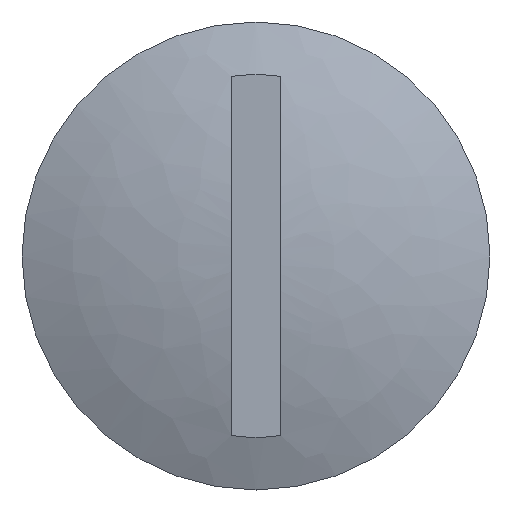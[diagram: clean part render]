
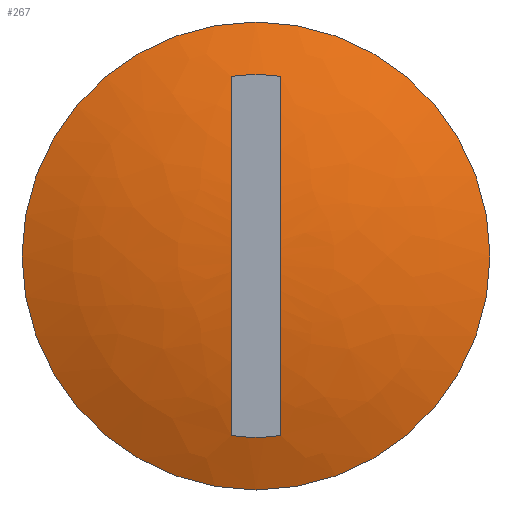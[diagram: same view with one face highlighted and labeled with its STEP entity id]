
A CAD part, left-side view. The second image highlights one B-rep face of the part: STEP entity #267.
In plain terms, the highlighted free-form (B-spline) face has degree [2, 2] with [3, 9] control points.
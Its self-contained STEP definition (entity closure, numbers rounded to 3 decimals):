
#28=(
BOUNDED_CURVE()
B_SPLINE_CURVE(2,(#973,#974,#975),.UNSPECIFIED.,.F.,.F.)
B_SPLINE_CURVE_WITH_KNOTS((3,3),(1.166,1.256),
 .UNSPECIFIED.)
CURVE()
GEOMETRIC_REPRESENTATION_ITEM()
RATIONAL_B_SPLINE_CURVE((1.,0.996,0.994))
REPRESENTATION_ITEM('')
);
#29=(
BOUNDED_SURFACE()
B_SPLINE_SURFACE(2,2,((#942,#943,#944,#945,#946,#947,#948,#949,#950),(#951,
#952,#953,#954,#955,#956,#957,#958,#959),(#960,#961,#962,#963,#964,#965,
#966,#967,#968)),.UNSPECIFIED.,.F.,.T.,.F.)
B_SPLINE_SURFACE_WITH_KNOTS((3,3),(3,2,2,2,3),(-1.51,-1.166),
(-3.142,-1.571,0.,1.571,3.142),
 .UNSPECIFIED.)
GEOMETRIC_REPRESENTATION_ITEM()
RATIONAL_B_SPLINE_SURFACE(((1.,0.707,1.,0.707,1.,
0.707,1.,0.707,1.),(0.985,0.697,
0.985,0.697,0.985,0.697,
0.985,0.697,0.985),(1.,0.707,
1.,0.707,1.,0.707,1.,0.707,1.)))
REPRESENTATION_ITEM('')
SURFACE()
);
#69=FACE_OUTER_BOUND('',#91,.T.);
#91=EDGE_LOOP('',(#225,#226,#227,#228,#229,#230,#231,#232,#233));
#110=CIRCLE('',#322,6.95);
#111=CIRCLE('',#323,6.95);
#112=CIRCLE('',#324,6.95);
#115=CIRCLE('',#330,8.97);
#116=CIRCLE('',#331,8.97);
#132=B_SPLINE_CURVE_WITH_KNOTS('',3,(#903,#904,#905,#906,#907,#908,#909,
#910,#911,#912,#913),.UNSPECIFIED.,.F.,.F.,(4,2,3,2,4),(-0.657,
-0.465,0.,0.465,0.657),
 .UNSPECIFIED.);
#133=B_SPLINE_CURVE_WITH_KNOTS('',3,(#918,#919,#920,#921,#922,#923,#924,
#925,#926,#927,#928),.UNSPECIFIED.,.F.,.F.,(4,2,3,2,4),(-0.657,
-0.465,0.,0.465,0.657),
 .UNSPECIFIED.);
#143=VERTEX_POINT('',#901);
#144=VERTEX_POINT('',#902);
#145=VERTEX_POINT('',#916);
#146=VERTEX_POINT('',#917);
#147=VERTEX_POINT('',#931);
#150=VERTEX_POINT('',#969);
#151=VERTEX_POINT('',#970);
#171=EDGE_CURVE('',#143,#144,#132,.T.);
#173=EDGE_CURVE('',#145,#146,#133,.T.);
#175=EDGE_CURVE('',#146,#147,#110,.T.);
#176=EDGE_CURVE('',#144,#145,#111,.T.);
#177=EDGE_CURVE('',#147,#143,#112,.T.);
#180=EDGE_CURVE('',#150,#151,#115,.T.);
#181=EDGE_CURVE('',#151,#150,#116,.T.);
#182=EDGE_CURVE('',#151,#147,#28,.T.);
#225=ORIENTED_EDGE('',*,*,#180,.F.);
#226=ORIENTED_EDGE('',*,*,#181,.F.);
#227=ORIENTED_EDGE('',*,*,#182,.T.);
#228=ORIENTED_EDGE('',*,*,#177,.T.);
#229=ORIENTED_EDGE('',*,*,#171,.T.);
#230=ORIENTED_EDGE('',*,*,#176,.T.);
#231=ORIENTED_EDGE('',*,*,#173,.T.);
#232=ORIENTED_EDGE('',*,*,#175,.T.);
#233=ORIENTED_EDGE('',*,*,#182,.F.);
#267=ADVANCED_FACE('',(#69),#29,.F.);
#322=AXIS2_PLACEMENT_3D('',#932,#377,#378);
#323=AXIS2_PLACEMENT_3D('',#933,#379,#380);
#324=AXIS2_PLACEMENT_3D('',#934,#381,#382);
#330=AXIS2_PLACEMENT_3D('',#971,#393,#394);
#331=AXIS2_PLACEMENT_3D('',#972,#395,#396);
#377=DIRECTION('center_axis',(1.,0.,0.));
#378=DIRECTION('ref_axis',(0.,0.,-1.));
#379=DIRECTION('center_axis',(1.,0.,0.));
#380=DIRECTION('ref_axis',(0.,0.,-1.));
#381=DIRECTION('center_axis',(1.,0.,0.));
#382=DIRECTION('ref_axis',(0.,0.,-1.));
#393=DIRECTION('center_axis',(1.,0.,0.));
#394=DIRECTION('ref_axis',(0.,0.,-1.));
#395=DIRECTION('center_axis',(1.,0.,0.));
#396=DIRECTION('ref_axis',(0.,0.,-1.));
#901=CARTESIAN_POINT('',(-6.8,-0.95,6.885));
#902=CARTESIAN_POINT('',(-6.8,-0.95,-6.885));
#903=CARTESIAN_POINT('Ctrl Pts',(-6.8,-0.95,6.885));
#904=CARTESIAN_POINT('Ctrl Pts',(-7.012,-0.95,6.228));
#905=CARTESIAN_POINT('Ctrl Pts',(-7.198,-0.95,5.554));
#906=CARTESIAN_POINT('Ctrl Pts',(-7.731,-0.95,3.229));
#907=CARTESIAN_POINT('Ctrl Pts',(-7.941,-0.95,1.549));
#908=CARTESIAN_POINT('Ctrl Pts',(-7.941,-0.95,0.));
#909=CARTESIAN_POINT('Ctrl Pts',(-7.941,-0.95,-1.549));
#910=CARTESIAN_POINT('Ctrl Pts',(-7.731,-0.95,-3.229));
#911=CARTESIAN_POINT('Ctrl Pts',(-7.198,-0.95,-5.554));
#912=CARTESIAN_POINT('Ctrl Pts',(-7.012,-0.95,-6.228));
#913=CARTESIAN_POINT('Ctrl Pts',(-6.8,-0.95,-6.885));
#916=CARTESIAN_POINT('',(-6.8,0.95,-6.885));
#917=CARTESIAN_POINT('',(-6.8,0.95,6.885));
#918=CARTESIAN_POINT('Ctrl Pts',(-6.8,0.95,-6.885));
#919=CARTESIAN_POINT('Ctrl Pts',(-7.012,0.95,-6.228));
#920=CARTESIAN_POINT('Ctrl Pts',(-7.198,0.95,-5.554));
#921=CARTESIAN_POINT('Ctrl Pts',(-7.731,0.95,-3.229));
#922=CARTESIAN_POINT('Ctrl Pts',(-7.941,0.95,-1.549));
#923=CARTESIAN_POINT('Ctrl Pts',(-7.941,0.95,0.));
#924=CARTESIAN_POINT('Ctrl Pts',(-7.941,0.95,1.549));
#925=CARTESIAN_POINT('Ctrl Pts',(-7.731,0.95,3.229));
#926=CARTESIAN_POINT('Ctrl Pts',(-7.198,0.95,5.554));
#927=CARTESIAN_POINT('Ctrl Pts',(-7.012,0.95,6.228));
#928=CARTESIAN_POINT('Ctrl Pts',(-6.8,0.95,6.885));
#931=CARTESIAN_POINT('',(-6.8,0.,6.95));
#932=CARTESIAN_POINT('Origin',(-6.8,0.,0.));
#933=CARTESIAN_POINT('Origin',(-6.8,0.,0.));
#934=CARTESIAN_POINT('Origin',(-6.8,0.,0.));
#942=CARTESIAN_POINT('Ctrl Pts',(-7.941,0.,0.95));
#943=CARTESIAN_POINT('Ctrl Pts',(-7.941,-0.95,0.95));
#944=CARTESIAN_POINT('Ctrl Pts',(-7.941,-0.95,0.));
#945=CARTESIAN_POINT('Ctrl Pts',(-7.941,-0.95,-0.95));
#946=CARTESIAN_POINT('Ctrl Pts',(-7.941,0.,-0.95));
#947=CARTESIAN_POINT('Ctrl Pts',(-7.941,0.95,-0.95));
#948=CARTESIAN_POINT('Ctrl Pts',(-7.941,0.95,0.));
#949=CARTESIAN_POINT('Ctrl Pts',(-7.941,0.95,0.95));
#950=CARTESIAN_POINT('Ctrl Pts',(-7.941,0.,0.95));
#951=CARTESIAN_POINT('Ctrl Pts',(-7.687,0.,5.125));
#952=CARTESIAN_POINT('Ctrl Pts',(-7.687,-5.125,5.125));
#953=CARTESIAN_POINT('Ctrl Pts',(-7.687,-5.125,0.));
#954=CARTESIAN_POINT('Ctrl Pts',(-7.687,-5.125,-5.125));
#955=CARTESIAN_POINT('Ctrl Pts',(-7.687,0.,-5.125));
#956=CARTESIAN_POINT('Ctrl Pts',(-7.687,5.125,-5.125));
#957=CARTESIAN_POINT('Ctrl Pts',(-7.687,5.125,0.));
#958=CARTESIAN_POINT('Ctrl Pts',(-7.687,5.125,5.125));
#959=CARTESIAN_POINT('Ctrl Pts',(-7.687,0.,5.125));
#960=CARTESIAN_POINT('Ctrl Pts',(-6.04,0.,8.97));
#961=CARTESIAN_POINT('Ctrl Pts',(-6.04,-8.97,8.97));
#962=CARTESIAN_POINT('Ctrl Pts',(-6.04,-8.97,0.));
#963=CARTESIAN_POINT('Ctrl Pts',(-6.04,-8.97,-8.97));
#964=CARTESIAN_POINT('Ctrl Pts',(-6.04,0.,-8.97));
#965=CARTESIAN_POINT('Ctrl Pts',(-6.04,8.97,-8.97));
#966=CARTESIAN_POINT('Ctrl Pts',(-6.04,8.97,0.));
#967=CARTESIAN_POINT('Ctrl Pts',(-6.04,8.97,8.97));
#968=CARTESIAN_POINT('Ctrl Pts',(-6.04,0.,8.97));
#969=CARTESIAN_POINT('',(-6.04,8.97,0.));
#970=CARTESIAN_POINT('',(-6.04,0.,8.97));
#971=CARTESIAN_POINT('Origin',(-6.04,0.,0.));
#972=CARTESIAN_POINT('Origin',(-6.04,0.,0.));
#973=CARTESIAN_POINT('Ctrl Pts',(-6.04,0.,8.97));
#974=CARTESIAN_POINT('Ctrl Pts',(-6.465,0.,7.977));
#975=CARTESIAN_POINT('Ctrl Pts',(-6.8,0.,6.95));
